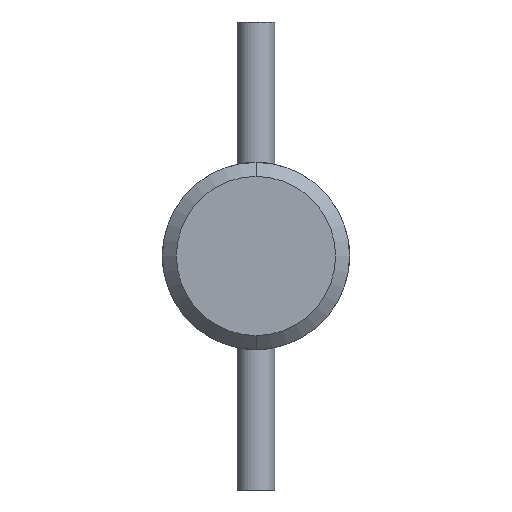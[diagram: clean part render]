
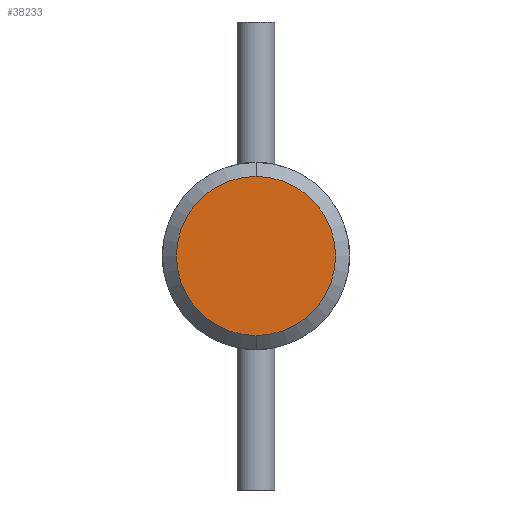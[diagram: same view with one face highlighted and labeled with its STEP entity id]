
A CAD part, front view. The second image highlights one B-rep face of the part: STEP entity #38233.
In plain terms, the highlighted planar face has unit normal (0, -1, 0).
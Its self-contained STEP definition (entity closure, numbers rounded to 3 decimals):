
#1381 = DIRECTION ( 'NONE',  ( 0., 1., 0. ) ) ;
#1643 = CIRCLE ( 'NONE', #21005, 8.5 ) ;
#3664 = DIRECTION ( 'NONE',  ( 0., -1., 0. ) ) ;
#7844 = ORIENTED_EDGE ( 'NONE', *, *, #18896, .T. ) ;
#11961 = CARTESIAN_POINT ( 'NONE',  ( 0., 0., 0. ) ) ;
#15739 = CARTESIAN_POINT ( 'NONE',  ( 0., 0., 0. ) ) ;
#16364 = DIRECTION ( 'NONE',  ( 0., 0., 1. ) ) ;
#18189 = DIRECTION ( 'NONE',  ( 0., 0., 1. ) ) ;
#18896 = EDGE_CURVE ( 'NONE', #30266, #32660, #52668, .T. ) ;
#21005 = AXIS2_PLACEMENT_3D ( 'NONE', #11961, #3664, #16364 ) ;
#24936 = EDGE_CURVE ( 'NONE', #32660, #30266, #1643, .T. ) ;
#27013 = FACE_OUTER_BOUND ( 'NONE', #39017, .T. ) ;
#30266 = VERTEX_POINT ( 'NONE', #43156 ) ;
#32660 = VERTEX_POINT ( 'NONE', #51843 ) ;
#35573 = DIRECTION ( 'NONE',  ( 0., -1., 0. ) ) ;
#36882 = AXIS2_PLACEMENT_3D ( 'NONE', #52355, #1381, #18189 ) ;
#38233 = ADVANCED_FACE ( 'NONE', ( #27013 ), #43807, .F. ) ;
#39017 = EDGE_LOOP ( 'NONE', ( #45929, #7844 ) ) ;
#43156 = CARTESIAN_POINT ( 'NONE',  ( 0., 0., -8.5 ) ) ;
#43807 = PLANE ( 'NONE',  #36882 ) ;
#44712 = AXIS2_PLACEMENT_3D ( 'NONE', #15739, #35573, #44933 ) ;
#44933 = DIRECTION ( 'NONE',  ( 0., 0., 1. ) ) ;
#45929 = ORIENTED_EDGE ( 'NONE', *, *, #24936, .T. ) ;
#51843 = CARTESIAN_POINT ( 'NONE',  ( 0., 0., 8.5 ) ) ;
#52355 = CARTESIAN_POINT ( 'NONE',  ( 0., 0., 0. ) ) ;
#52668 = CIRCLE ( 'NONE', #44712, 8.5 ) ;
